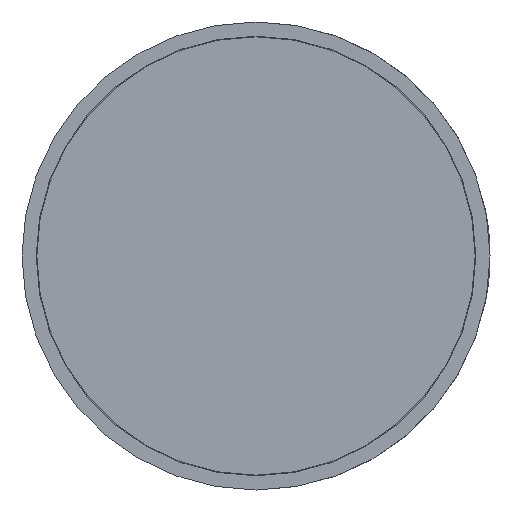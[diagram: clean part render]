
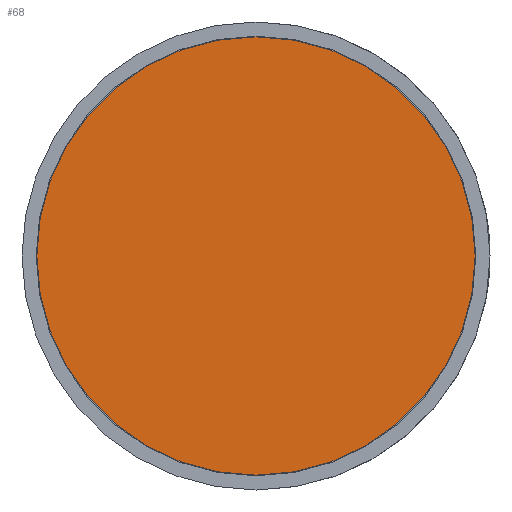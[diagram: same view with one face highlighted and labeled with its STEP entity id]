
A CAD part, front view. The second image highlights one B-rep face of the part: STEP entity #68.
In plain terms, the highlighted planar face has unit normal (0, -1, 0).
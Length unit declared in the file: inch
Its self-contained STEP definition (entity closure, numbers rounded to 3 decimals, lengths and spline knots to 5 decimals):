
#68 = ADVANCED_FACE ( 'NONE', ( #1503 ), #1306, .T. ) ;
#141 = DIRECTION ( 'NONE',  ( 0., -1., 0. ) ) ;
#148 = CARTESIAN_POINT ( 'NONE',  ( 0., -0.0385, 0. ) ) ;
#204 = ORIENTED_EDGE ( 'NONE', *, *, #1871, .T. ) ;
#339 = VERTEX_POINT ( 'NONE', #1244 ) ;
#398 = CARTESIAN_POINT ( 'NONE',  ( 0., -0.0385, 0. ) ) ;
#512 = DIRECTION ( 'NONE',  ( 0., 0., -1. ) ) ;
#668 = CIRCLE ( 'NONE', #1203, 0.922 ) ;
#729 = ORIENTED_EDGE ( 'NONE', *, *, #1397, .T. ) ;
#770 = DIRECTION ( 'NONE',  ( 0., 0., -1. ) ) ;
#806 = CARTESIAN_POINT ( 'NONE',  ( 0., -0.0385, 0. ) ) ;
#921 = DIRECTION ( 'NONE',  ( 0., -1., 0. ) ) ;
#1155 = AXIS2_PLACEMENT_3D ( 'NONE', #806, #1352, #770 ) ;
#1203 = AXIS2_PLACEMENT_3D ( 'NONE', #148, #141, #512 ) ;
#1244 = CARTESIAN_POINT ( 'NONE',  ( -0.922, -0.0385, 0. ) ) ;
#1306 = PLANE ( 'NONE',  #1155 ) ;
#1352 = DIRECTION ( 'NONE',  ( 0., -1., 0. ) ) ;
#1370 = AXIS2_PLACEMENT_3D ( 'NONE', #398, #921, #2010 ) ;
#1397 = EDGE_CURVE ( 'NONE', #339, #1799, #2179, .T. ) ;
#1503 = FACE_OUTER_BOUND ( 'NONE', #1686, .T. ) ;
#1686 = EDGE_LOOP ( 'NONE', ( #729, #204 ) ) ;
#1799 = VERTEX_POINT ( 'NONE', #2206 ) ;
#1871 = EDGE_CURVE ( 'NONE', #1799, #339, #668, .T. ) ;
#2010 = DIRECTION ( 'NONE',  ( 0., 0., -1. ) ) ;
#2179 = CIRCLE ( 'NONE', #1370, 0.922 ) ;
#2206 = CARTESIAN_POINT ( 'NONE',  ( 0.922, -0.0385, 0. ) ) ;
